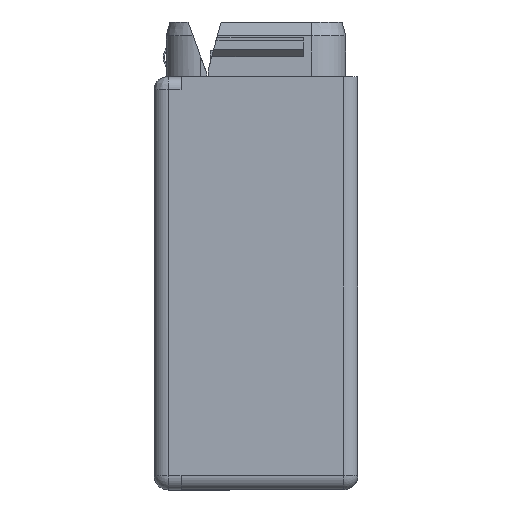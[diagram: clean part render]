
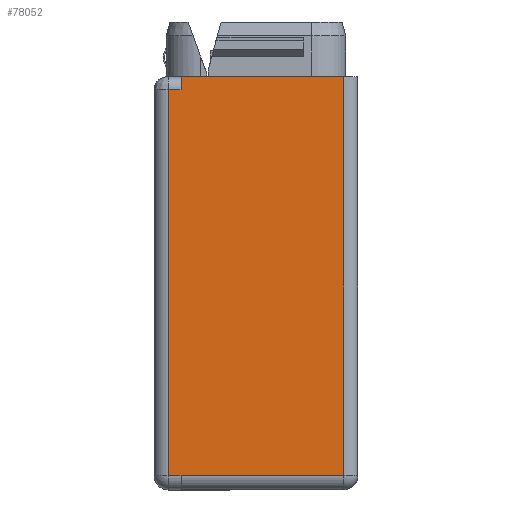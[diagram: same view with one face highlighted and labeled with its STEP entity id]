
A CAD part, left-side view. The second image highlights one B-rep face of the part: STEP entity #78052.
In plain terms, the highlighted planar face has unit normal (-1, 0, 0).
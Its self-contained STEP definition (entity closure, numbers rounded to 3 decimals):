
#9=DIRECTION('',(0.,1.,0.));
#10=VECTOR('',#9,11.93);
#11=CARTESIAN_POINT('',(-37.5,-6.43,0.));
#12=LINE('',#11,#10);
#1052=DIRECTION('',(0.,0.,-1.));
#1053=VECTOR('',#1052,0.02);
#1054=CARTESIAN_POINT('',(-37.5,5.5,-29.25));
#1055=LINE('',#1054,#1053);
#25050=DIRECTION('',(0.,0.,-1.));
#25051=VECTOR('',#25050,0.96);
#25052=CARTESIAN_POINT('',(-37.5,5.5,0.));
#25053=LINE('',#25052,#25051);
#25059=DIRECTION('',(0.,1.,0.));
#25060=VECTOR('',#25059,0.93);
#25061=CARTESIAN_POINT('',(-37.5,5.5,-0.96));
#25062=LINE('',#25061,#25060);
#25068=DIRECTION('',(0.,1.,0.));
#25069=VECTOR('',#25068,11.93);
#25070=CARTESIAN_POINT('',(-37.5,-6.43,-29.25));
#25071=LINE('',#25070,#25069);
#25081=DIRECTION('',(0.,0.,1.));
#25082=VECTOR('',#25081,29.25);
#25083=CARTESIAN_POINT('',(-37.5,-6.43,-29.25));
#25084=LINE('',#25083,#25082);
#26998=DIRECTION('',(0.,1.,0.));
#26999=VECTOR('',#26998,0.93);
#27000=CARTESIAN_POINT('',(-37.5,5.5,-29.27));
#27001=LINE('',#27000,#26999);
#27490=DIRECTION('',(0.,0.,1.));
#27491=VECTOR('',#27490,28.31);
#27492=CARTESIAN_POINT('',(-37.5,6.43,-29.27));
#27493=LINE('',#27492,#27491);
#38282=CARTESIAN_POINT('',(-37.5,5.5,0.));
#38283=VERTEX_POINT('',#38282);
#38354=CARTESIAN_POINT('',(-37.5,-6.43,-29.25));
#38355=CARTESIAN_POINT('',(-37.5,-6.43,0.));
#38356=VERTEX_POINT('',#38354);
#38357=VERTEX_POINT('',#38355);
#40134=CARTESIAN_POINT('',(-37.5,5.5,-29.27));
#40135=CARTESIAN_POINT('',(-37.5,6.43,-29.27));
#40136=VERTEX_POINT('',#40134);
#40137=VERTEX_POINT('',#40135);
#40189=CARTESIAN_POINT('',(-37.5,6.43,-0.96));
#40191=VERTEX_POINT('',#40189);
#40916=CARTESIAN_POINT('',(-37.5,5.5,-0.96));
#40917=VERTEX_POINT('',#40916);
#41010=CARTESIAN_POINT('',(-37.5,5.5,-29.25));
#41011=VERTEX_POINT('',#41010);
#78032=CARTESIAN_POINT('',(-37.5,-7.48,0.));
#78033=DIRECTION('',(-1.,0.,0.));
#78034=DIRECTION('',(0.,1.,0.));
#78035=AXIS2_PLACEMENT_3D('',#78032,#78033,#78034);
#78036=PLANE('',#78035);
#78038=ORIENTED_EDGE('',*,*,#78037,.T.);
#78039=ORIENTED_EDGE('',*,*,#47740,.T.);
#78041=ORIENTED_EDGE('',*,*,#78040,.T.);
#78043=ORIENTED_EDGE('',*,*,#78042,.T.);
#78045=ORIENTED_EDGE('',*,*,#78044,.F.);
#78046=ORIENTED_EDGE('',*,*,#78025,.F.);
#78047=ORIENTED_EDGE('',*,*,#46688,.F.);
#78049=ORIENTED_EDGE('',*,*,#78048,.F.);
#78050=EDGE_LOOP('',(#78038,#78039,#78041,#78043,#78045,#78046,#78047,#78049));
#78051=FACE_OUTER_BOUND('',#78050,.F.);
#78052=ADVANCED_FACE('',(#78051),#78036,.T.);
#46688=EDGE_CURVE('',#38357,#38283,#12,.T.);
#47740=EDGE_CURVE('',#41011,#40136,#1055,.T.);
#78025=EDGE_CURVE('',#38283,#40917,#25053,.T.);
#78037=EDGE_CURVE('',#38356,#41011,#25071,.T.);
#78040=EDGE_CURVE('',#40136,#40137,#27001,.T.);
#78042=EDGE_CURVE('',#40137,#40191,#27493,.T.);
#78044=EDGE_CURVE('',#40917,#40191,#25062,.T.);
#78048=EDGE_CURVE('',#38356,#38357,#25084,.T.);
